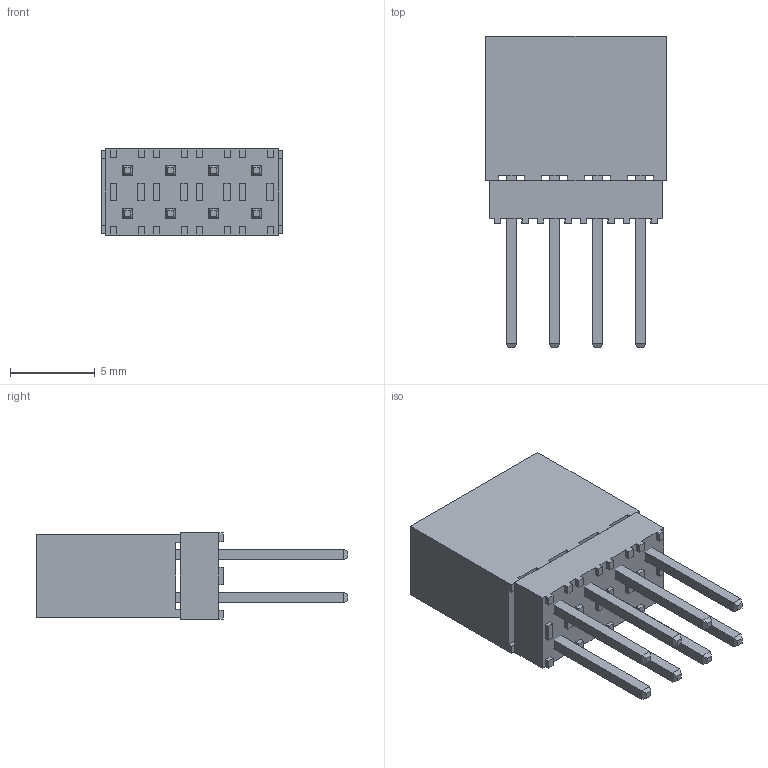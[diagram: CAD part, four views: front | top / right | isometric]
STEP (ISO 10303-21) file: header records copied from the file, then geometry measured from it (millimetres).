
FILE_DESCRIPTION (( 'STEP AP214' ), '1' );
FILE_NAME ('ESQ-104-13-G-D.STEP', '2025-01-03T01:48:17', ( '' ), ( '' ), 'SwSTEP 2.0', 'SolidWorks 2022', '' );
FILE_SCHEMA (( 'AUTOMOTIVE_DESIGN' ));
Length unit declared in the file: millimetre
Products named in the file (5): ESQ-104-13-G-D; ESQ-104-13-G-D-LL_bpins^ESQ-104-13-G-D(2)_ESQ-104-13-G-D; ESQ-104-13-G-D_pins^ESQ-104-13-G-D(2)_ESQ-104-13-G-D; ESQ-104-13-G-D2_pins^ESQ-104-13-G-D(2)_ESQ-104-13-G-D; ESQ-104-13-G-D_socket^ESQ-104-13-G-D(2)_ESQ-104-13-G-D
Assembly tree (4 placements, depth 2):
  ESQ-104-13-G-D
    ESQ-104-13-G-D_socket^ESQ-104-13-G-D(2)_ESQ-104-13-G-D
    ESQ-104-13-G-D_pins^ESQ-104-13-G-D(2)_ESQ-104-13-G-D
    ESQ-104-13-G-D2_pins^ESQ-104-13-G-D(2)_ESQ-104-13-G-D
    ESQ-104-13-G-D-LL_bpins^ESQ-104-13-G-D(2)_ESQ-104-13-G-D
Bounding box: 10.67 x 18.41 x 5.08 mm (x, y, z)
Volume: 566.8 mm3; surface area: 1204.1 mm2
Topology: 4 solids, 4 shells, 380 faces, 988 edges, 648 vertices
Faces by surface type: plane 356, cylinder 24
Entity records: 11582 total; most frequent: CARTESIAN_POINT 2023, ORIENTED_EDGE 1976, DIRECTION 1810, EDGE_CURVE 988, LINE 940, VECTOR 940, VERTEX_POINT 648, AXIS2_PLACEMENT_3D 435
